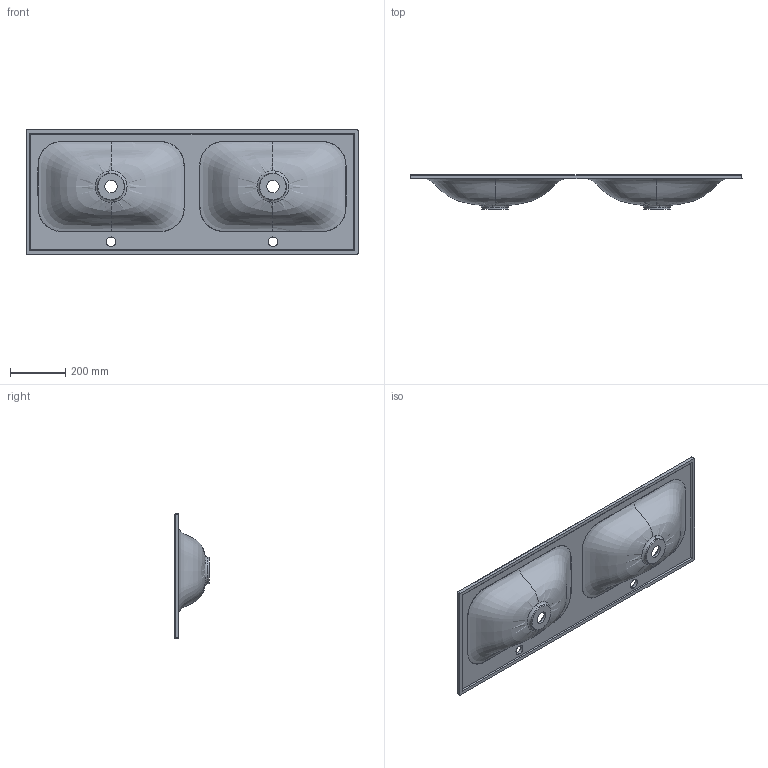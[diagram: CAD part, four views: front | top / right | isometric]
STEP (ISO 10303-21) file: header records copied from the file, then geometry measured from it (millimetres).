
FILE_DESCRIPTION (( 'STEP AP214' ), '1' );
FILE_NAME ('Jessel 1200D.STEP', '2021-03-02T08:52:12', ( '' ), ( '' ), 'SwSTEP 2.0', 'SolidWorks 2020', '' );
FILE_SCHEMA (( 'AUTOMOTIVE_DESIGN' ));
Length unit declared in the file: millimetre
Products named in the file (1): Jessel 1200D
Bounding box: 1199.98 x 124 x 450 mm (x, y, z)
Volume: 6502982.8 mm3; surface area: 1282440.1 mm2
Topology: 1 solids, 1 shells, 59 faces, 164 edges, 112 vertices
Faces by surface type: cylinder 20, bspline 16, plane 11, cone 8, sphere 4
Entity records: 46212 total; most frequent: CARTESIAN_POINT 44748, ORIENTED_EDGE 328, DIRECTION 256, EDGE_CURVE 164, VERTEX_POINT 112, AXIS2_PLACEMENT_3D 100, EDGE_LOOP 72, ADVANCED_FACE 59
